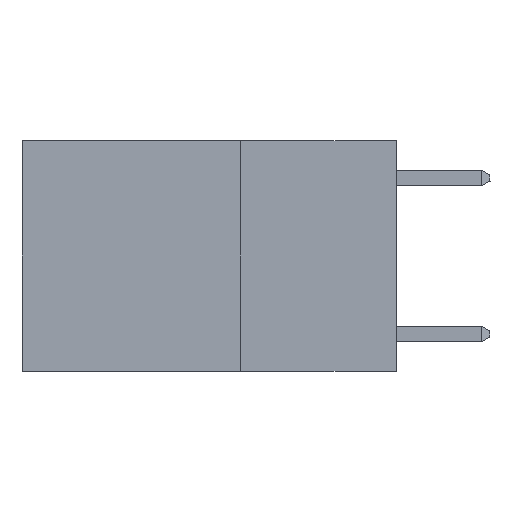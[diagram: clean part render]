
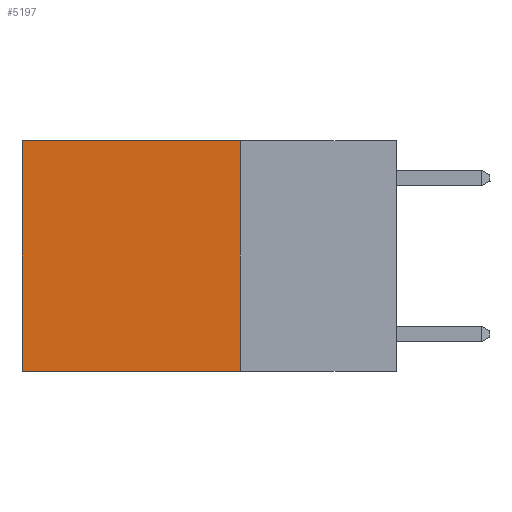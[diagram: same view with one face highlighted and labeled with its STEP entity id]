
A CAD part, left-side view. The second image highlights one B-rep face of the part: STEP entity #5197.
In plain terms, the highlighted planar face has unit normal (-1, 0, 0).
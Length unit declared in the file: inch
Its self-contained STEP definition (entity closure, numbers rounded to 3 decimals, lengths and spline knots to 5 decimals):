
#437 = FACE_OUTER_BOUND ( 'NONE', #18307, .T. ) ;
#1263 = ORIENTED_EDGE ( 'NONE', *, *, #19637, .F. ) ;
#2446 = CARTESIAN_POINT ( 'NONE',  ( 0.2625, 0.25, 0. ) ) ;
#3365 = VERTEX_POINT ( 'NONE', #9391 ) ;
#3982 = VERTEX_POINT ( 'NONE', #11149 ) ;
#4598 = CARTESIAN_POINT ( 'NONE',  ( 0.2625, 0.25, -0.37 ) ) ;
#4785 = DIRECTION ( 'NONE',  ( 0., 1., 0. ) ) ;
#5197 = ADVANCED_FACE ( 'NONE', ( #437 ), #7477, .F. ) ;
#5291 = CARTESIAN_POINT ( 'NONE',  ( 0.2625, 0.25, 0. ) ) ;
#5302 = DIRECTION ( 'NONE',  ( 0., 0., -1. ) ) ;
#7138 = VECTOR ( 'NONE', #4785, 39.37008 ) ;
#7477 = PLANE ( 'NONE',  #8398 ) ;
#7964 = ORIENTED_EDGE ( 'NONE', *, *, #16954, .T. ) ;
#8398 = AXIS2_PLACEMENT_3D ( 'NONE', #11059, #9490, #5302 ) ;
#9108 = LINE ( 'NONE', #15630, #7138 ) ;
#9132 = LINE ( 'NONE', #5291, #13609 ) ;
#9391 = CARTESIAN_POINT ( 'NONE',  ( 0.2625, 0.6, 0. ) ) ;
#9490 = DIRECTION ( 'NONE',  ( 1., 0., 0. ) ) ;
#11059 = CARTESIAN_POINT ( 'NONE',  ( 0.2625, 0.25, 0. ) ) ;
#11149 = CARTESIAN_POINT ( 'NONE',  ( 0.2625, 0.25, 0. ) ) ;
#13023 = CARTESIAN_POINT ( 'NONE',  ( 0.2625, 0.6, 0. ) ) ;
#13609 = VECTOR ( 'NONE', #23334, 39.37008 ) ;
#13970 = EDGE_CURVE ( 'NONE', #3982, #14361, #15741, .T. ) ;
#14208 = VECTOR ( 'NONE', #14784, 39.37008 ) ;
#14361 = VERTEX_POINT ( 'NONE', #4598 ) ;
#14784 = DIRECTION ( 'NONE',  ( 0., 0., -1. ) ) ;
#15630 = CARTESIAN_POINT ( 'NONE',  ( 0.2625, 0.25, -0.37 ) ) ;
#15741 = LINE ( 'NONE', #2446, #23093 ) ;
#16123 = CARTESIAN_POINT ( 'NONE',  ( 0.2625, 0.6, -0.37 ) ) ;
#16190 = LINE ( 'NONE', #13023, #14208 ) ;
#16554 = EDGE_CURVE ( 'NONE', #3365, #18890, #16190, .T. ) ;
#16954 = EDGE_CURVE ( 'NONE', #3982, #3365, #9132, .T. ) ;
#18307 = EDGE_LOOP ( 'NONE', ( #20227, #1263, #18487, #7964 ) ) ;
#18487 = ORIENTED_EDGE ( 'NONE', *, *, #13970, .F. ) ;
#18890 = VERTEX_POINT ( 'NONE', #16123 ) ;
#19637 = EDGE_CURVE ( 'NONE', #14361, #18890, #9108, .T. ) ;
#20227 = ORIENTED_EDGE ( 'NONE', *, *, #16554, .T. ) ;
#20665 = DIRECTION ( 'NONE',  ( 0., 0., -1. ) ) ;
#23093 = VECTOR ( 'NONE', #20665, 39.37008 ) ;
#23334 = DIRECTION ( 'NONE',  ( 0., 1., 0. ) ) ;
